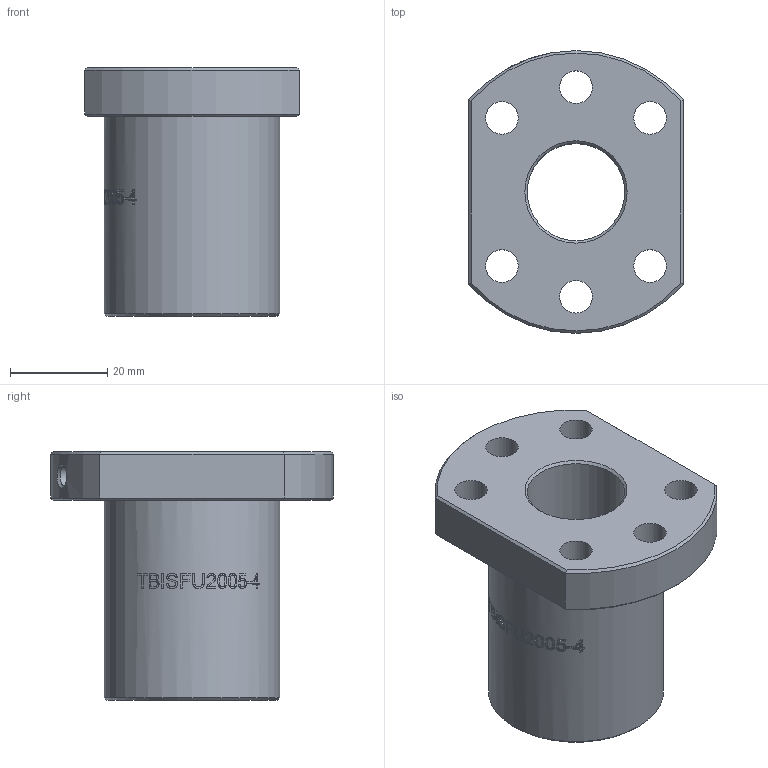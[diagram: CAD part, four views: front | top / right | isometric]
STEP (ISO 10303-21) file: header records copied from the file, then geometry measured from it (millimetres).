
FILE_DESCRIPTION(/* description */ (''),/* implementation_level */ '2;1');
FILE_NAME(/* name */ 'SFU2005-4.stp',/* time_stamp */ '2020-03-06T13:03:07+08:00',/* author */ (''),/* organization */ (''),/* preprocessor_version */ 'ST-DEVELOPER v16',/* originating_system */ 'SIEMENS PLM Software NX 10.0',/* authorisation */ '');
FILE_SCHEMA (('AUTOMOTIVE_DESIGN { 1 0 10303 214 3 1 1 1 }'));
Length unit declared in the file: millimetre
Products named in the file (1): DELL2854BF2Br0f2
Bounding box: 44 x 58 x 51 mm (x, y, z)
Volume: 46162 mm3; surface area: 14337.9 mm2
Topology: 1 solids, 1 shells, 190 faces, 495 edges, 326 vertices
Faces by surface type: plane 82, extrusion 81, cylinder 17, cone 9, bspline 1
Full cylindrical faces by diameter (mm): 4 x1, 5 x1, 6.7 x6, 20 x1, 36 x1
Entity records: 7392 total; most frequent: CARTESIAN_POINT 3143, ORIENTED_EDGE 952, DIRECTION 610, EDGE_CURVE 476, VERTEX_POINT 324, B_SPLINE_CURVE_WITH_KNOTS 313, VECTOR 258, EDGE_LOOP 239
